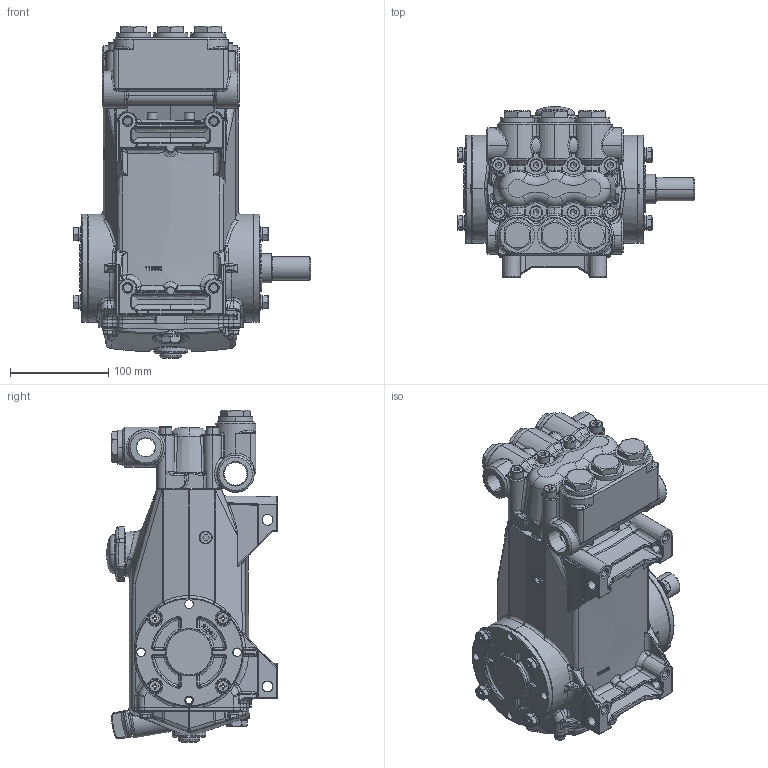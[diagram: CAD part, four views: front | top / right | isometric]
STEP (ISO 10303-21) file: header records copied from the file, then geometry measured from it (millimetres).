
FILE_DESCRIPTION (( 'STEP AP203' ), '1' );
FILE_NAME ('7CP6171CS.STEP', '2023-08-24T12:11:49', ( '' ), ( '' ), 'SwSTEP 2.0', 'SolidWorks 2023', '' );
FILE_SCHEMA (( 'CONFIG_CONTROL_DESIGN' ));
Products named in the file (1): 7CP6171CS
Bounding box: 242.55 x 173.98 x 338.5 mm (x, y, z)
Surface area: 327532.4 mm2 (no closed solid volume)
Topology: 0 solids, 74 shells, 2567 faces, 7899 edges, 5173 vertices
Faces by surface type: plane 738, bspline 709, cylinder 534, cone 282, torus 194, sphere 110
Entity records: 123212 total; most frequent: CARTESIAN_POINT 61176, ORIENTED_EDGE 13249, DIRECTION 11291, EDGE_CURVE 7813, VERTEX_POINT 5171, AXIS2_PLACEMENT_3D 4462, EDGE_LOOP 2822, CIRCLE 2603
